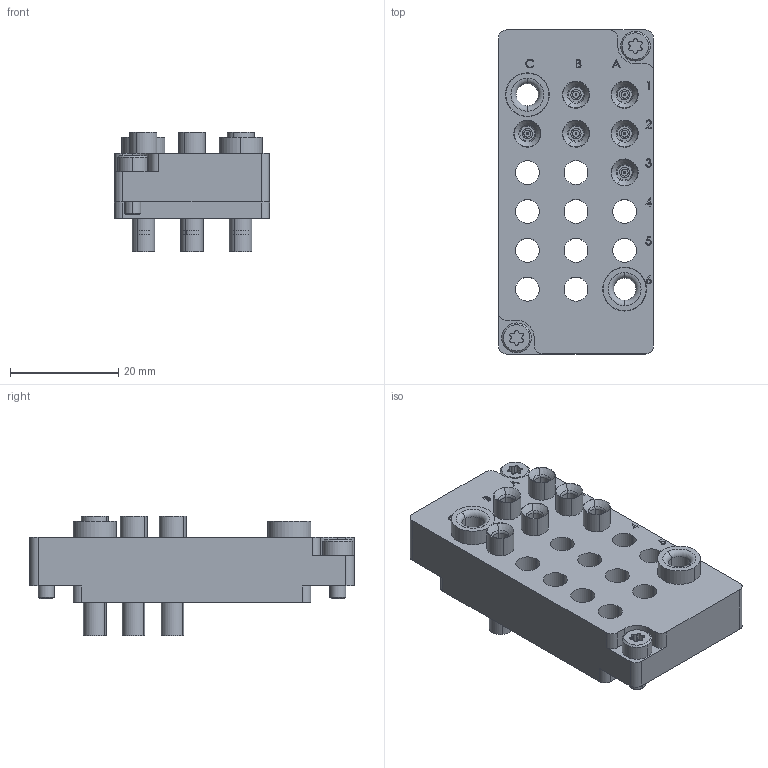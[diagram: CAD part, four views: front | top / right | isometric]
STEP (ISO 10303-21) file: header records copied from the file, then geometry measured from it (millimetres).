
FILE_DESCRIPTION (( 'STEP AP214' ), '1' );
FILE_NAME ('INGUN_38180.STEP', '2023-01-17T08:18:32', ( '' ), ( '' ), 'SwSTEP 2.0', 'SolidWorks 2021', '' );
FILE_SCHEMA (( 'AUTOMOTIVE_DESIGN' ));
Length unit declared in the file: millimetre
Products named in the file (7): SB-810-Z__ADA~sb_S; 34572~1_S; DIN912~n_M03,0x008; INGUN_38180; 3357~0; 34572~1; INFO_4621~0_S
Assembly tree (13 placements, depth 3):
  INGUN_38180
    34572~1_S
      34572~1
      INFO_4621~0_S
    DIN912~n_M03,0x008  x2
    3357~0  x2
    SB-810-Z__ADA~sb_S  x6
Bounding box: 28.7 x 60 x 22.1 mm (x, y, z)
Volume: 17680.2 mm3; surface area: 12009.9 mm2
Topology: 26 solids, 26 shells, 2084 faces, 5716 edges, 3738 vertices
Faces by surface type: plane 1565, cylinder 304, cone 144, bspline 55, torus 16
Entity records: 21110 total; most frequent: CARTESIAN_POINT 7364, ORIENTED_EDGE 2974, DIRECTION 2449, EDGE_CURVE 1487, VERTEX_POINT 977, AXIS2_PLACEMENT_3D 858, LINE 733, VECTOR 733
